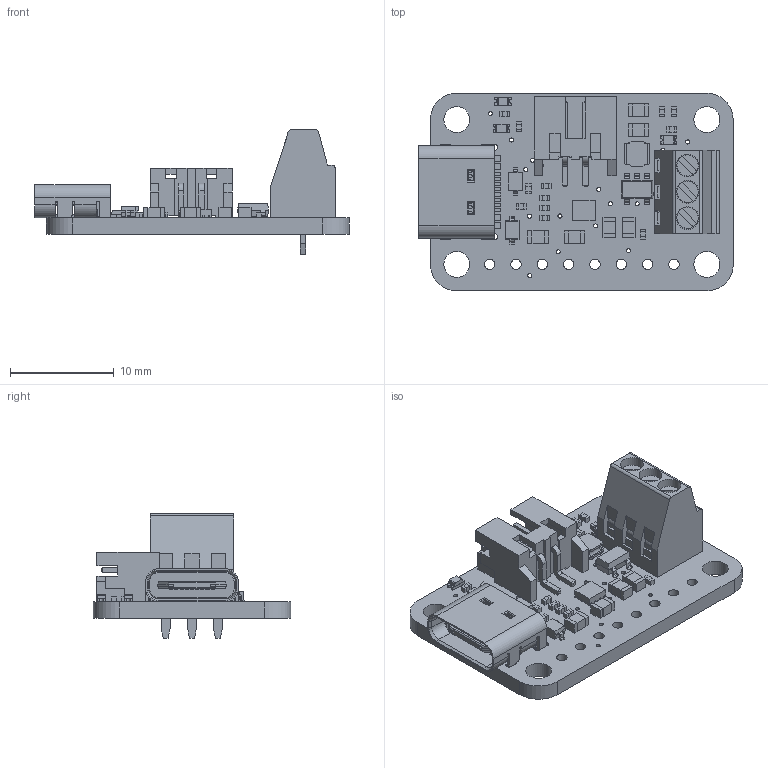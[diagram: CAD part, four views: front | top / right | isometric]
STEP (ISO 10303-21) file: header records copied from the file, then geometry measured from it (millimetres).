
FILE_DESCRIPTION(/* description */ ('','CAx-IF Rec.Pracs.---Representation and Presentation of Product Manufacturing Information (PMI)---4.0---2014-10-13'),/* implementation_level */ '2;1');
FILE_NAME(/* name */ 'PCB Component.step',/* time_stamp */ '2024-12-03T12:30:35-05:00',/* author */ (''),/* organization */ (''),/* preprocessor_version */ 'ST-DEVELOPER v20',/* originating_system */ 'Autodesk Translation Framework v13.20.0.188',/* authorisation */ '');
FILE_SCHEMA (('AP242_MANAGED_MODEL_BASED_3D_ENGINEERING_MIM_LF { 1 0 10303 442 1 1 4 }'));
Length unit declared in the file: millimetre
Products named in the file (12): PCB Component; Board; USB C; 600; 252012CDMCDDS-2R2MC; 22uF; TLV62569; RED; JST2PH; BQ25185; 2.5mm_1x3; NSR0320
Assembly tree (30 placements, depth 2):
  PCB Component
    Board
    USB C
    600  x12
    252012CDMCDDS-2R2MC
    22uF  x6
    TLV62569
    RED  x3
    JST2PH
    BQ25185
    2.5mm_1x3
    NSR0320  x2
Bounding box: 30.33 x 19.05 x 12 mm (x, y, z)
Volume: 1309.8 mm3; surface area: 3475.6 mm2
Topology: 98 solids, 98 shells, 1744 faces, 4467 edges, 2918 vertices
Faces by surface type: plane 1420, cylinder 274, torus 14, bspline 14, sphere 13, cone 9
Full cylindrical faces by diameter (mm): 0.394 x31, 0.5 x2, 0.65 x2, 1 x11, 1.6 x6, 1.7 x3, 2.2 x3, 2.5 x4
Entity records: 41775 total; most frequent: CARTESIAN_POINT 7484, ORIENTED_EDGE 6930, DIRECTION 6741, EDGE_CURVE 3465, LINE 2815, VECTOR 2815, VERTEX_POINT 2258, AXIS2_PLACEMENT_3D 1963
